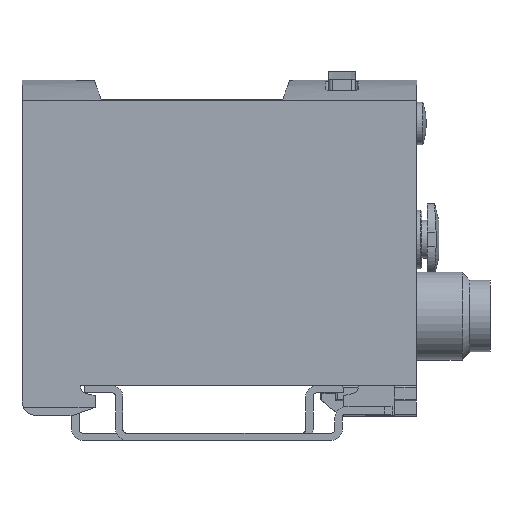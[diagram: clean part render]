
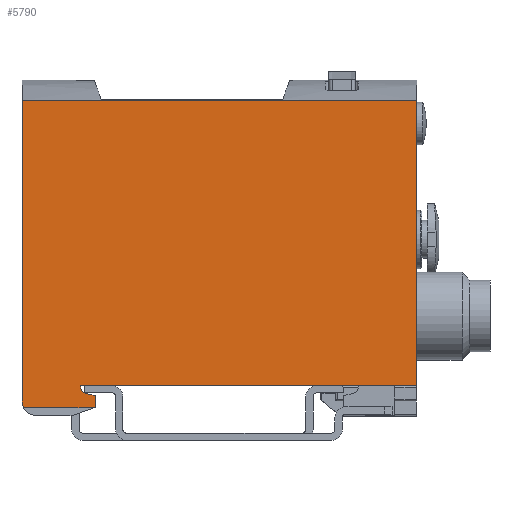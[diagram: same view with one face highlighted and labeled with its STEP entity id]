
A CAD part, left-side view. The second image highlights one B-rep face of the part: STEP entity #5790.
In plain terms, the highlighted planar face has unit normal (-1, 0, 0).
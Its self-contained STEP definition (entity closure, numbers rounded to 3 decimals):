
#206=CIRCLE('',#6117,1.1);
#207=CIRCLE('',#6120,2.);
#537=ORIENTED_EDGE('',*,*,#1865,.F.);
#538=ORIENTED_EDGE('',*,*,#1757,.T.);
#539=ORIENTED_EDGE('',*,*,#1836,.F.);
#540=ORIENTED_EDGE('',*,*,#1775,.F.);
#541=ORIENTED_EDGE('',*,*,#1866,.T.);
#542=ORIENTED_EDGE('',*,*,#1867,.T.);
#543=ORIENTED_EDGE('',*,*,#1868,.F.);
#544=ORIENTED_EDGE('',*,*,#1869,.F.);
#545=ORIENTED_EDGE('',*,*,#1856,.F.);
#546=ORIENTED_EDGE('',*,*,#1860,.F.);
#1757=EDGE_CURVE('',#2424,#2425,#2889,.T.);
#1775=EDGE_CURVE('',#2442,#2443,#2906,.T.);
#1836=EDGE_CURVE('',#2443,#2425,#2940,.T.);
#1856=EDGE_CURVE('',#2517,#2518,#2955,.T.);
#1860=EDGE_CURVE('',#2520,#2517,#206,.F.);
#1865=EDGE_CURVE('',#2424,#2520,#2962,.T.);
#1866=EDGE_CURVE('',#2442,#2523,#207,.F.);
#1867=EDGE_CURVE('',#2523,#2524,#2963,.T.);
#1868=EDGE_CURVE('',#2525,#2524,#2964,.T.);
#1869=EDGE_CURVE('',#2518,#2525,#2965,.T.);
#2424=VERTEX_POINT('',#8017);
#2425=VERTEX_POINT('',#8018);
#2442=VERTEX_POINT('',#8053);
#2443=VERTEX_POINT('',#8055);
#2517=VERTEX_POINT('',#8253);
#2518=VERTEX_POINT('',#8255);
#2520=VERTEX_POINT('',#8261);
#2523=VERTEX_POINT('',#8273);
#2524=VERTEX_POINT('',#8275);
#2525=VERTEX_POINT('',#8277);
#2889=LINE('',#8016,#3376);
#2906=LINE('',#8054,#3393);
#2940=LINE('',#8202,#3427);
#2955=LINE('',#8254,#3442);
#2962=LINE('',#8271,#3449);
#2963=LINE('',#8274,#3450);
#2964=LINE('',#8276,#3451);
#2965=LINE('',#8278,#3452);
#3376=VECTOR('',#6614,1000.);
#3393=VECTOR('',#6635,1000.);
#3427=VECTOR('',#6719,1000.);
#3442=VECTOR('',#6750,1000.);
#3449=VECTOR('',#6767,1000.);
#3450=VECTOR('',#6770,1000.);
#3451=VECTOR('',#6771,1000.);
#3452=VECTOR('',#6772,1000.);
#3864=EDGE_LOOP('',(#537,#538,#539,#540,#541,#542,#543,#544,#545,#546));
#4193=FACE_BOUND('',#3864,.T.);
#4499=PLANE('',#6119);
#5790=ADVANCED_FACE('',(#4193),#4499,.F.);
#6117=AXIS2_PLACEMENT_3D('',#8262,#6757,#6758);
#6119=AXIS2_PLACEMENT_3D('',#8270,#6765,#6766);
#6120=AXIS2_PLACEMENT_3D('',#8272,#6768,#6769);
#6614=DIRECTION('',(0.,0.,1.));
#6635=DIRECTION('',(0.,0.,1.));
#6719=DIRECTION('',(0.,-1.,0.));
#6750=DIRECTION('',(0.,-0.966,-0.259));
#6757=DIRECTION('',(1.,0.,0.));
#6758=DIRECTION('',(0.,0.,-1.));
#6765=DIRECTION('',(1.,0.,0.));
#6766=DIRECTION('',(0.,0.,-1.));
#6767=DIRECTION('',(0.,1.,0.));
#6768=DIRECTION('',(1.,0.,0.));
#6769=DIRECTION('',(0.,0.,-1.));
#6770=DIRECTION('',(0.,-1.,0.));
#6771=DIRECTION('',(0.,0.94,-0.342));
#6772=DIRECTION('',(0.,0.,-1.));
#8016=CARTESIAN_POINT('',(-16.,0.,-23.));
#8017=CARTESIAN_POINT('',(-16.,0.,-18.9));
#8018=CARTESIAN_POINT('',(-16.,0.,20.105));
#8053=CARTESIAN_POINT('',(-16.,54.,-21.));
#8054=CARTESIAN_POINT('',(-16.,54.,-23.));
#8055=CARTESIAN_POINT('',(-16.,54.,20.105));
#8202=CARTESIAN_POINT('',(-16.,54.,20.105));
#8253=CARTESIAN_POINT('',(-16.,45.437,-19.895));
#8254=CARTESIAN_POINT('',(-16.,52.65,-17.962));
#8255=CARTESIAN_POINT('',(-16.,44.,-20.28));
#8261=CARTESIAN_POINT('',(-16.,46.,-18.9));
#8262=CARTESIAN_POINT('',(-16.,44.901,-18.935));
#8270=CARTESIAN_POINT('',(-16.,54.,-23.));
#8271=CARTESIAN_POINT('',(-16.,54.,-18.9));
#8272=CARTESIAN_POINT('',(-16.,52.,-21.));
#8273=CARTESIAN_POINT('',(-16.,53.786,-21.9));
#8274=CARTESIAN_POINT('',(-16.,54.,-21.9));
#8275=CARTESIAN_POINT('',(-16.,44.137,-21.9));
#8276=CARTESIAN_POINT('',(-16.,53.2,-25.198));
#8277=CARTESIAN_POINT('',(-16.,44.,-21.85));
#8278=CARTESIAN_POINT('',(-16.,44.,-23.));
